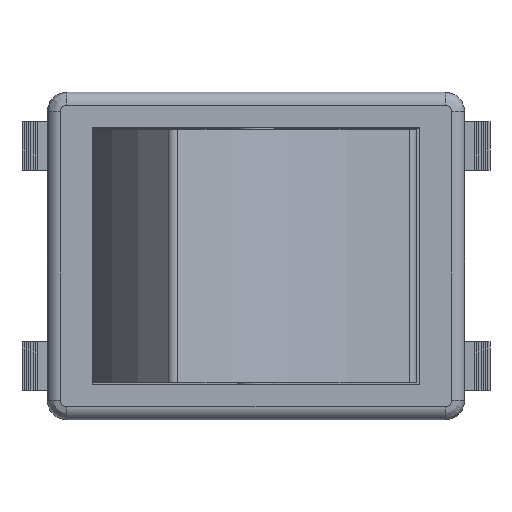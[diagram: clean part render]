
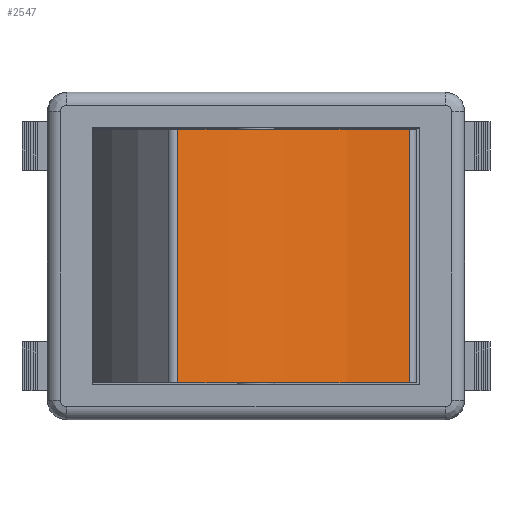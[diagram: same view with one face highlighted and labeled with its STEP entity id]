
A CAD part, top view. The second image highlights one B-rep face of the part: STEP entity #2547.
In plain terms, the highlighted cylindrical face has radius 28.263 mm (diameter 56.525 mm), a partial arc.
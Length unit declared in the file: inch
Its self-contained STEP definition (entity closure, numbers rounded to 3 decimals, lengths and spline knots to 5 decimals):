
#2361=CARTESIAN_POINT('',(-0.23733,0.38386,1.02292));
#2362=VERTEX_POINT('',#2361);
#2370=CARTESIAN_POINT('',(0.46555,0.38386,0.76709));
#2371=VERTEX_POINT('',#2370);
#2372=CARTESIAN_POINT('',(0.47254,0.38386,1.87978));
#2373=DIRECTION('',(0.0,1.0,0.0));
#2374=DIRECTION('',(0.65,0.0,0.76));
#2375=AXIS2_PLACEMENT_3D('',#2372,#2373,#2374);
#2376=CIRCLE('',#2375,1.1127);
#2377=EDGE_CURVE('',#2371,#2362,#2376,.T.);
#2496=CARTESIAN_POINT('',(0.46555,-0.38386,0.76709));
#2497=VERTEX_POINT('',#2496);
#2514=CARTESIAN_POINT('',(0.46555,0.38386,0.76709));
#2515=DIRECTION('',(0.0,-1.0,0.0));
#2516=VECTOR('',#2515,0.76772);
#2517=LINE('',#2514,#2516);
#2518=EDGE_CURVE('',#2371,#2497,#2517,.T.);
#2523=CARTESIAN_POINT('',(0.47254,0.42224,1.87978));
#2524=DIRECTION('',(0.0,-1.0,0.0));
#2525=DIRECTION('',(0.65,0.0,0.76));
#2526=AXIS2_PLACEMENT_3D('',#2523,#2524,#2525);
#2527=CYLINDRICAL_SURFACE('',#2526,1.1127);
#2528=ORIENTED_EDGE('',*,*,#2518,.F.);
#2529=ORIENTED_EDGE('',*,*,#2377,.T.);
#2530=CARTESIAN_POINT('',(-0.23733,-0.38386,1.02292));
#2531=VERTEX_POINT('',#2530);
#2532=CARTESIAN_POINT('',(-0.23733,-0.38386,1.02292));
#2533=DIRECTION('',(0.0,1.0,0.0));
#2534=VECTOR('',#2533,0.76772);
#2535=LINE('',#2532,#2534);
#2536=EDGE_CURVE('',#2531,#2362,#2535,.T.);
#2537=ORIENTED_EDGE('',*,*,#2536,.F.);
#2538=CARTESIAN_POINT('',(0.47254,-0.38386,1.87978));
#2539=DIRECTION('',(0.0,-1.0,0.0));
#2540=DIRECTION('',(0.65,0.0,0.76));
#2541=AXIS2_PLACEMENT_3D('',#2538,#2539,#2540);
#2542=CIRCLE('',#2541,1.1127);
#2543=EDGE_CURVE('',#2531,#2497,#2542,.T.);
#2544=ORIENTED_EDGE('',*,*,#2543,.T.);
#2545=EDGE_LOOP('',(#2528,#2529,#2537,#2544));
#2546=FACE_OUTER_BOUND('',#2545,.T.);
#2547=ADVANCED_FACE('',(#2546),#2527,.F.);
